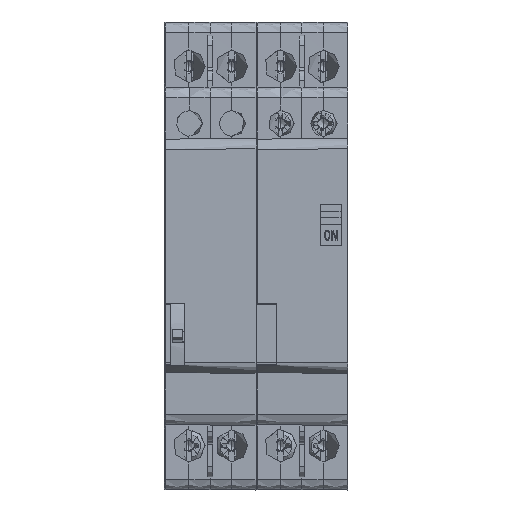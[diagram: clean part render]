
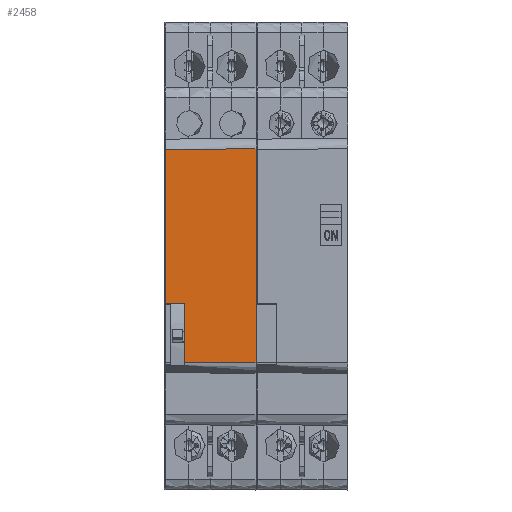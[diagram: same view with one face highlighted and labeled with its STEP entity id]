
A CAD part, front view. The second image highlights one B-rep face of the part: STEP entity #2458.
In plain terms, the highlighted planar face has unit normal (0, -1, 0).
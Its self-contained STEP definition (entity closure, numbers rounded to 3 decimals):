
#2458=ADVANCED_FACE('',(#5143),#4131,.T.);
#4131=PLANE('',#31941);
#5143=FACE_OUTER_BOUND('',#6782,.T.);
#6782=EDGE_LOOP('',(#8493,#8494,#8495,#8496,#8497,#8498));
#8493=ORIENTED_EDGE('',*,*,#20993,.F.);
#8494=ORIENTED_EDGE('',*,*,#20994,.T.);
#8495=ORIENTED_EDGE('',*,*,#20995,.F.);
#8496=ORIENTED_EDGE('',*,*,#20996,.F.);
#8497=ORIENTED_EDGE('',*,*,#20997,.F.);
#8498=ORIENTED_EDGE('',*,*,#20998,.F.);
#17951=VERTEX_POINT('',#41993);
#17952=VERTEX_POINT('',#41994);
#17953=VERTEX_POINT('',#41996);
#17954=VERTEX_POINT('',#41998);
#17955=VERTEX_POINT('',#42000);
#17956=VERTEX_POINT('',#42002);
#20993=EDGE_CURVE('',#17951,#17952,#25722,.T.);
#20994=EDGE_CURVE('',#17951,#17953,#25723,.T.);
#20995=EDGE_CURVE('',#17954,#17953,#25724,.T.);
#20996=EDGE_CURVE('',#17955,#17954,#25725,.T.);
#20997=EDGE_CURVE('',#17956,#17955,#25726,.T.);
#20998=EDGE_CURVE('',#17952,#17956,#25727,.T.);
#25722=LINE('',#41992,#28831);
#25723=LINE('',#41995,#28832);
#25724=LINE('',#41997,#28833);
#25725=LINE('',#41999,#28834);
#25726=LINE('',#42001,#28835);
#25727=LINE('',#42003,#28836);
#28831=VECTOR('',#34256,1.);
#28832=VECTOR('',#34257,1.);
#28833=VECTOR('',#34258,1.);
#28834=VECTOR('',#34259,1.);
#28835=VECTOR('',#34260,1.);
#28836=VECTOR('',#34261,1.);
#31941=AXIS2_PLACEMENT_3D('',#42004,#34262,#34263);
#34256=DIRECTION('',(0.,0.,1.));
#34257=DIRECTION('',(1.,0.,0.));
#34258=DIRECTION('',(0.,0.,1.));
#34259=DIRECTION('',(-1.,0.,0.009));
#34260=DIRECTION('',(0.,0.,-1.));
#34261=DIRECTION('',(1.,0.,0.009));
#34262=DIRECTION('',(0.,-1.,0.));
#34263=DIRECTION('',(0.,0.,1.));
#41992=CARTESIAN_POINT('',(-16.988,-3.825,0.012));
#41993=CARTESIAN_POINT('',(-16.988,-3.825,0.012));
#41994=CARTESIAN_POINT('',(-16.988,-3.825,29.687));
#41995=CARTESIAN_POINT('',(-16.988,-3.825,0.012));
#41996=CARTESIAN_POINT('',(-13.288,-3.825,0.012));
#41997=CARTESIAN_POINT('',(-13.288,-3.825,-11.245));
#41998=CARTESIAN_POINT('',(-13.288,-3.825,-11.245));
#41999=CARTESIAN_POINT('',(0.212,-3.825,-11.363));
#42000=CARTESIAN_POINT('',(0.412,-3.825,-11.365));
#42001=CARTESIAN_POINT('',(0.412,-3.825,-13.288));
#42002=CARTESIAN_POINT('',(0.412,-3.825,29.838));
#42003=CARTESIAN_POINT('',(-16.989,-3.825,29.687));
#42004=CARTESIAN_POINT('',(0.412,-3.825,-13.288));
